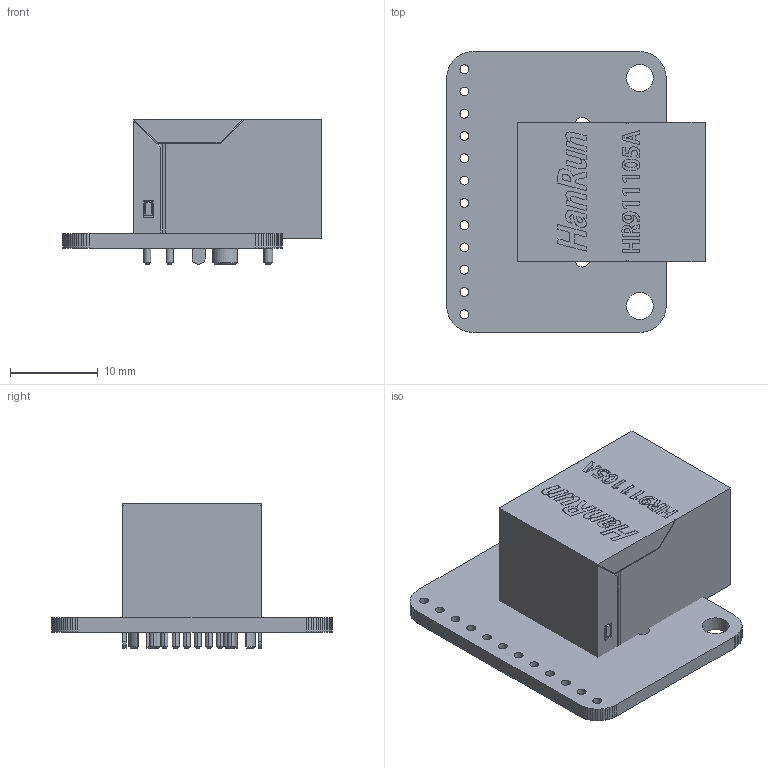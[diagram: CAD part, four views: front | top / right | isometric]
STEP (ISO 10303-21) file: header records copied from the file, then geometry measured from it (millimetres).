
FILE_DESCRIPTION(('PCB Model'),'2;1');
FILE_NAME('Ethernet Breakout Step.STEP','2023-02-03T14:53:16',('pritesh') ,('Unspecified'),'Open CASCADE STEP processor 6.8','Proteus','Unknown' );
FILE_SCHEMA(('AUTOMOTIVE_DESIGN { 1 0 10303 214 1 1 1 1 }'));
Length unit declared in the file: millimetre
Products named in the file (8): Open CASCADE STEP translator 6.8 1; Layer_1; J1; Open CASCADE STEP translator 6.8 1.2.1; Body_1; =>[0:1:1:3]; =>[0:1:1:4]; =>[0:1:1:5]
Assembly tree (7 placements, depth 5):
  Open CASCADE STEP translator 6.8 1
    Layer_1
    J1
      Open CASCADE STEP translator 6.8 1.2.1
        Body_1
          =>[0:1:1:3]
          =>[0:1:1:4]
          =>[0:1:1:5]
Bounding box: 29.45 x 32 x 16.5 mm (x, y, z)
Volume: 4217.1 mm3; surface area: 4779.6 mm2
Topology: 4 solids, 4 shells, 618 faces, 1660 edges, 1076 vertices
Faces by surface type: plane 366, cylinder 144, bspline 76, cone 32
Entity records: 26175 total; most frequent: CARTESIAN_POINT 7828, ORIENTED_EDGE 3284, DIRECTION 2794, EDGE_CURVE 1642, LINE 1142, VECTOR 1142, VERTEX_POINT 1076, AXIS2_PLACEMENT_3D 826
